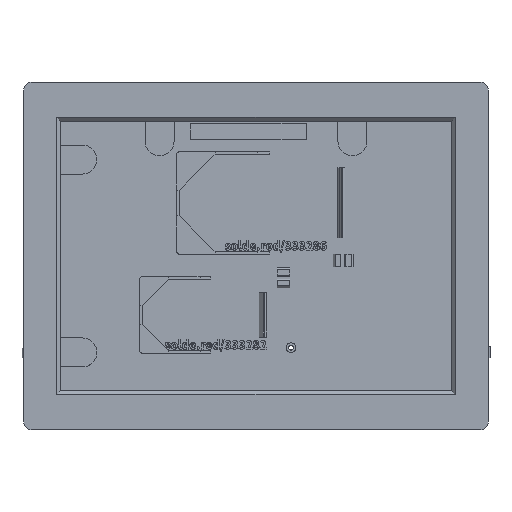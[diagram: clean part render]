
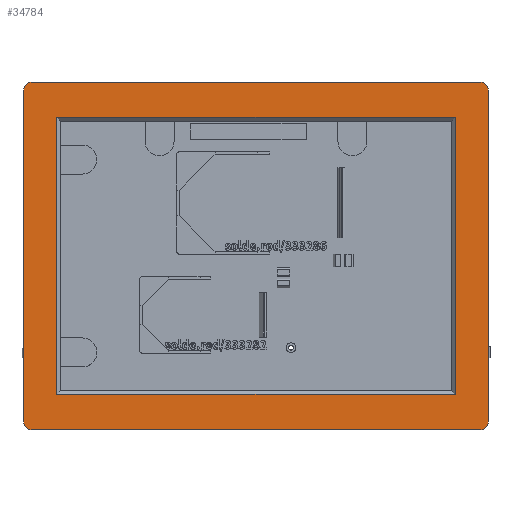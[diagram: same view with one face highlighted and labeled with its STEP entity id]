
A CAD part, top view. The second image highlights one B-rep face of the part: STEP entity #34784.
In plain terms, the highlighted face is planar.
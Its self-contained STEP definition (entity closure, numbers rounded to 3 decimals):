
#2311=CIRCLE('',#36757,4.);
#2312=CIRCLE('',#36759,4.);
#2313=CIRCLE('',#36760,4.);
#2314=CIRCLE('',#36761,4.);
#2446=FACE_BOUND('',#4577,.T.);
#2645=FACE_OUTER_BOUND('',#4576,.T.);
#4576=EDGE_LOOP('',(#23262,#23263,#23264,#23265,#23266,#23267,#23268,#23269));
#4577=EDGE_LOOP('',(#23270,#23271,#23272,#23273));
#6705=LINE('',#45067,#10436);
#6723=LINE('',#45108,#10454);
#6724=LINE('',#45112,#10455);
#6725=LINE('',#45116,#10456);
#6726=LINE('',#45119,#10457);
#6727=LINE('',#45121,#10458);
#6728=LINE('',#45123,#10459);
#6729=LINE('',#45124,#10460);
#10436=VECTOR('',#38315,10.);
#10454=VECTOR('',#38361,10.);
#10455=VECTOR('',#38364,10.);
#10456=VECTOR('',#38369,10.);
#10457=VECTOR('',#38370,10.);
#10458=VECTOR('',#38371,10.);
#10459=VECTOR('',#38372,10.);
#10460=VECTOR('',#38373,10.);
#14149=VERTEX_POINT('',#45064);
#14150=VERTEX_POINT('',#45066);
#14157=VERTEX_POINT('',#45101);
#14158=VERTEX_POINT('',#45103);
#14159=VERTEX_POINT('',#45107);
#14160=VERTEX_POINT('',#45109);
#14161=VERTEX_POINT('',#45111);
#14162=VERTEX_POINT('',#45114);
#14163=VERTEX_POINT('',#45117);
#14164=VERTEX_POINT('',#45118);
#14165=VERTEX_POINT('',#45120);
#14166=VERTEX_POINT('',#45122);
#17746=EDGE_CURVE('',#14149,#14150,#6705,.T.);
#17763=EDGE_CURVE('',#14157,#14158,#2311,.T.);
#17765=EDGE_CURVE('',#14159,#14157,#6723,.T.);
#17766=EDGE_CURVE('',#14160,#14159,#2312,.T.);
#17767=EDGE_CURVE('',#14161,#14160,#6724,.T.);
#17768=EDGE_CURVE('',#14150,#14161,#2313,.T.);
#17769=EDGE_CURVE('',#14162,#14149,#2314,.T.);
#17770=EDGE_CURVE('',#14158,#14162,#6725,.T.);
#17771=EDGE_CURVE('',#14163,#14164,#6726,.T.);
#17772=EDGE_CURVE('',#14165,#14163,#6727,.T.);
#17773=EDGE_CURVE('',#14166,#14165,#6728,.T.);
#17774=EDGE_CURVE('',#14164,#14166,#6729,.T.);
#23262=ORIENTED_EDGE('',*,*,#17763,.F.);
#23263=ORIENTED_EDGE('',*,*,#17765,.F.);
#23264=ORIENTED_EDGE('',*,*,#17766,.F.);
#23265=ORIENTED_EDGE('',*,*,#17767,.F.);
#23266=ORIENTED_EDGE('',*,*,#17768,.F.);
#23267=ORIENTED_EDGE('',*,*,#17746,.F.);
#23268=ORIENTED_EDGE('',*,*,#17769,.F.);
#23269=ORIENTED_EDGE('',*,*,#17770,.F.);
#23270=ORIENTED_EDGE('',*,*,#17771,.F.);
#23271=ORIENTED_EDGE('',*,*,#17772,.F.);
#23272=ORIENTED_EDGE('',*,*,#17773,.F.);
#23273=ORIENTED_EDGE('',*,*,#17774,.F.);
#33639=PLANE('',#36758);
#34784=ADVANCED_FACE('',(#2645,#2446),#33639,.F.);
#36757=AXIS2_PLACEMENT_3D('',#45104,#38356,#38357);
#36758=AXIS2_PLACEMENT_3D('',#45106,#38359,#38360);
#36759=AXIS2_PLACEMENT_3D('',#45110,#38362,#38363);
#36760=AXIS2_PLACEMENT_3D('',#45113,#38365,#38366);
#36761=AXIS2_PLACEMENT_3D('',#45115,#38367,#38368);
#38315=DIRECTION('',(0.,-1.,0.));
#38356=DIRECTION('center_axis',(0.,0.,1.));
#38357=DIRECTION('ref_axis',(0.707,0.707,0.));
#38359=DIRECTION('center_axis',(0.,0.,1.));
#38360=DIRECTION('ref_axis',(1.,0.,0.));
#38361=DIRECTION('',(0.,1.,0.));
#38362=DIRECTION('center_axis',(0.,0.,1.));
#38363=DIRECTION('ref_axis',(0.707,-0.707,0.));
#38364=DIRECTION('',(1.,0.,0.));
#38365=DIRECTION('center_axis',(0.,0.,1.));
#38366=DIRECTION('ref_axis',(-0.707,-0.707,0.));
#38367=DIRECTION('center_axis',(0.,0.,1.));
#38368=DIRECTION('ref_axis',(-0.707,0.707,0.));
#38369=DIRECTION('',(-1.,0.,0.));
#38370=DIRECTION('',(0.,1.,0.));
#38371=DIRECTION('',(-1.,0.,0.));
#38372=DIRECTION('',(0.,-1.,0.));
#38373=DIRECTION('',(1.,0.,0.));
#45064=CARTESIAN_POINT('',(-120.5,86.,0.));
#45066=CARTESIAN_POINT('',(-120.5,-86.,0.));
#45067=CARTESIAN_POINT('',(-120.5,90.,0.));
#45101=CARTESIAN_POINT('',(120.5,86.,0.));
#45103=CARTESIAN_POINT('',(116.5,90.,0.));
#45104=CARTESIAN_POINT('Origin',(116.5,86.,0.));
#45106=CARTESIAN_POINT('Origin',(0.,0.,0.));
#45107=CARTESIAN_POINT('',(120.5,-86.,0.));
#45108=CARTESIAN_POINT('',(120.5,-90.,0.));
#45109=CARTESIAN_POINT('',(116.5,-90.,0.));
#45110=CARTESIAN_POINT('Origin',(116.5,-86.,0.));
#45111=CARTESIAN_POINT('',(-116.5,-90.,0.));
#45112=CARTESIAN_POINT('',(-120.5,-90.,0.));
#45113=CARTESIAN_POINT('Origin',(-116.5,-86.,0.));
#45114=CARTESIAN_POINT('',(-116.5,90.,0.));
#45115=CARTESIAN_POINT('Origin',(-116.5,86.,0.));
#45116=CARTESIAN_POINT('',(120.5,90.,0.));
#45117=CARTESIAN_POINT('',(-103.4,-71.8,0.));
#45118=CARTESIAN_POINT('',(-103.4,71.8,0.));
#45119=CARTESIAN_POINT('',(-103.4,-34.9,0.));
#45120=CARTESIAN_POINT('',(103.4,-71.8,0.));
#45121=CARTESIAN_POINT('',(50.7,-71.8,0.));
#45122=CARTESIAN_POINT('',(103.4,71.8,0.));
#45123=CARTESIAN_POINT('',(103.4,34.9,0.));
#45124=CARTESIAN_POINT('',(-50.7,71.8,0.));
